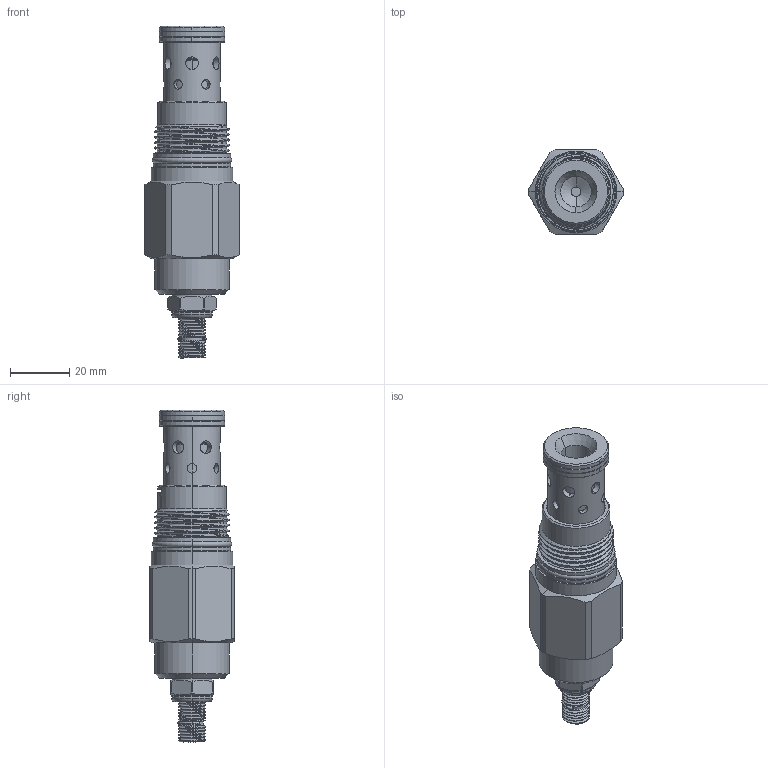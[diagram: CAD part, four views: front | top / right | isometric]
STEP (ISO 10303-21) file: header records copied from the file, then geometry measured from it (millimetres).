
FILE_DESCRIPTION (( 'STEP AP203' ), '1' );
FILE_NAME ('RD3A25-L.STEP', '2020-03-23T08:09:19', ( '' ), ( '' ), 'SwSTEP 2.0', 'SolidWorks 2018', '' );
FILE_SCHEMA (( 'CONFIG_CONTROL_DESIGN' ));
Length unit declared in the file: millimetre
Products named in the file (1): RD3A25-L
Bounding box: 31.8 x 28.57 x 111.88 mm (x, y, z)
Volume: 44510.4 mm3; surface area: 13197.5 mm2
Topology: 4 solids, 4 shells, 320 faces, 782 edges, 491 vertices
Faces by surface type: cylinder 159, plane 63, cone 50, torus 40, bspline 6, sphere 2
Entity records: 14628 total; most frequent: CARTESIAN_POINT 7269, ORIENTED_EDGE 1560, DIRECTION 1516, EDGE_CURVE 780, AXIS2_PLACEMENT_3D 631, VERTEX_POINT 491, EDGE_LOOP 359, ADVANCED_FACE 320
